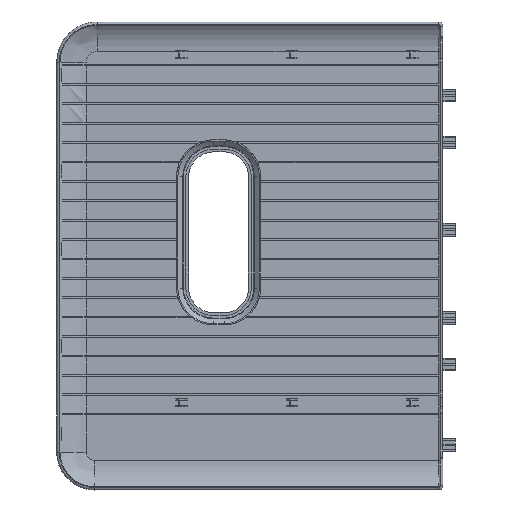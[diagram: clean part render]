
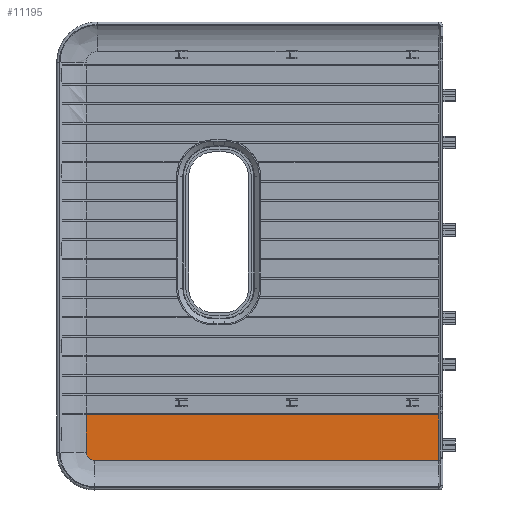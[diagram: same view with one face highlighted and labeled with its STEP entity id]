
A CAD part, left-side view. The second image highlights one B-rep face of the part: STEP entity #11195.
In plain terms, the highlighted planar face has unit normal (-1, 0, 0).
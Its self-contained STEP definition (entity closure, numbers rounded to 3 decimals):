
#246=CIRCLE('',#11981,9.98);
#965=FACE_OUTER_BOUND('',#1586,.T.);
#1586=EDGE_LOOP('',(#9412,#9413,#9414,#9415,#9416));
#2582=LINE('',#17228,#3894);
#2907=LINE('',#18034,#4219);
#2912=LINE('',#18046,#4224);
#2913=LINE('',#18047,#4225);
#3894=VECTOR('',#13922,10.);
#4219=VECTOR('',#14687,10.);
#4224=VECTOR('',#14700,10.);
#4225=VECTOR('',#14701,10.);
#4957=VERTEX_POINT('',#17225);
#4958=VERTEX_POINT('',#17227);
#5219=VERTEX_POINT('',#18033);
#5221=VERTEX_POINT('',#18043);
#5222=VERTEX_POINT('',#18045);
#6296=EDGE_CURVE('',#4957,#4958,#2582,.T.);
#6700=EDGE_CURVE('',#5219,#4958,#2907,.T.);
#6705=EDGE_CURVE('',#5221,#4957,#246,.T.);
#6706=EDGE_CURVE('',#5222,#5221,#2912,.T.);
#6707=EDGE_CURVE('',#5222,#5219,#2913,.T.);
#9412=ORIENTED_EDGE('',*,*,#6700,.T.);
#9413=ORIENTED_EDGE('',*,*,#6296,.F.);
#9414=ORIENTED_EDGE('',*,*,#6705,.F.);
#9415=ORIENTED_EDGE('',*,*,#6706,.F.);
#9416=ORIENTED_EDGE('',*,*,#6707,.T.);
#10673=PLANE('',#11980);
#11195=ADVANCED_FACE('',(#965),#10673,.F.);
#11980=AXIS2_PLACEMENT_3D('',#18042,#14696,#14697);
#11981=AXIS2_PLACEMENT_3D('',#18044,#14698,#14699);
#13922=DIRECTION('',(0.,0.,1.));
#14687=DIRECTION('',(0.,1.,0.));
#14696=DIRECTION('center_axis',(1.,0.,0.));
#14697=DIRECTION('ref_axis',(0.,0.,-1.));
#14698=DIRECTION('center_axis',(1.,0.,0.));
#14699=DIRECTION('ref_axis',(0.,0.,1.));
#14700=DIRECTION('',(0.,1.,0.));
#14701=DIRECTION('',(0.,0.,1.));
#17225=CARTESIAN_POINT('',(46.7,193.48,-232.5));
#17227=CARTESIAN_POINT('',(46.7,193.48,-188.5));
#17228=CARTESIAN_POINT('',(46.7,193.48,229.5));
#18033=CARTESIAN_POINT('',(46.7,-224.5,-188.5));
#18034=CARTESIAN_POINT('',(46.7,96.74,-188.5));
#18042=CARTESIAN_POINT('Origin',(46.7,0.,0.));
#18043=CARTESIAN_POINT('',(46.7,183.5,-242.48));
#18044=CARTESIAN_POINT('Origin',(46.7,183.5,-232.5));
#18045=CARTESIAN_POINT('',(46.7,-224.5,-242.48));
#18046=CARTESIAN_POINT('',(46.7,183.5,-242.48));
#18047=CARTESIAN_POINT('',(46.7,-224.5,138.75));
